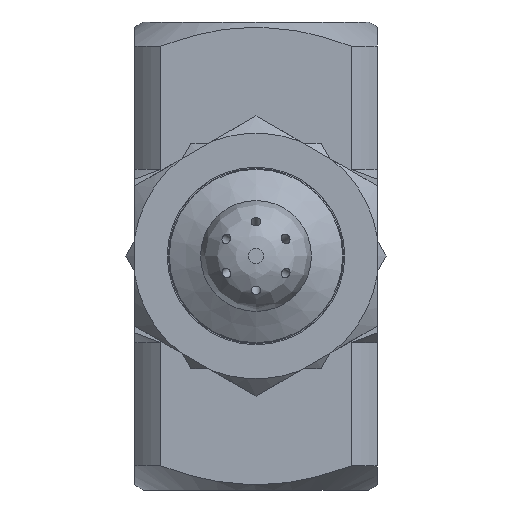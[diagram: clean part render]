
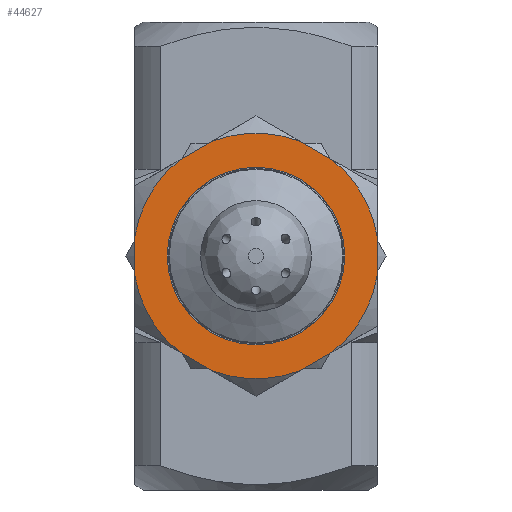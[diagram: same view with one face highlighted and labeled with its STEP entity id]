
A CAD part, front view. The second image highlights one B-rep face of the part: STEP entity #44627.
In plain terms, the highlighted planar face has unit normal (0, -1, 0).
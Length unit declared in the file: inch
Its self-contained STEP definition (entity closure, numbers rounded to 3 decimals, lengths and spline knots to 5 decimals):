
#43944=CARTESIAN_POINT('',(-0.32,-1.1,0.));
#43945=VERTEX_POINT('',#43944);
#43946=CARTESIAN_POINT('',(0.,-1.1,0.));
#43947=DIRECTION('',(0.0,1.0,0.0));
#43948=DIRECTION('',(-1.0,0.0,0.0));
#43949=AXIS2_PLACEMENT_3D('',#43946,#43947,#43948);
#43950=CIRCLE('',#43949,0.32);
#43951=EDGE_CURVE('',#43945,#43945,#43950,.T.);
#43963=CARTESIAN_POINT('',(0.4375,-1.1,0.06753));
#43964=VERTEX_POINT('',#43963);
#43978=CARTESIAN_POINT('',(0.4375,-1.1,-0.06753));
#43979=VERTEX_POINT('',#43978);
#43980=CARTESIAN_POINT('',(0.4375,-1.1,0.06753));
#43981=DIRECTION('',(0.0,0.0,-1.0));
#43982=VECTOR('',#43981,0.13507);
#43983=LINE('',#43980,#43982);
#43984=EDGE_CURVE('',#43964,#43979,#43983,.T.);
#44063=CARTESIAN_POINT('',(0.16027,-1.1,0.41265));
#44064=VERTEX_POINT('',#44063);
#44078=CARTESIAN_POINT('',(0.27723,-1.1,0.34512));
#44079=VERTEX_POINT('',#44078);
#44080=CARTESIAN_POINT('',(0.16027,-1.1,0.41265));
#44081=DIRECTION('',(0.866,0.,-0.5));
#44082=VECTOR('',#44081,0.13507);
#44083=LINE('',#44080,#44082);
#44084=EDGE_CURVE('',#44064,#44079,#44083,.T.);
#44154=CARTESIAN_POINT('',(-0.27723,-1.1,0.34512));
#44155=VERTEX_POINT('',#44154);
#44169=CARTESIAN_POINT('',(-0.16027,-1.1,0.41265));
#44170=VERTEX_POINT('',#44169);
#44171=CARTESIAN_POINT('',(-0.27723,-1.1,0.34512));
#44172=DIRECTION('',(0.866,0.,0.5));
#44173=VECTOR('',#44172,0.13507);
#44174=LINE('',#44171,#44173);
#44175=EDGE_CURVE('',#44155,#44170,#44174,.T.);
#44245=CARTESIAN_POINT('',(-0.4375,-1.1,-0.06753));
#44246=VERTEX_POINT('',#44245);
#44260=CARTESIAN_POINT('',(-0.4375,-1.1,0.06753));
#44261=VERTEX_POINT('',#44260);
#44262=CARTESIAN_POINT('',(-0.4375,-1.1,-0.06753));
#44263=DIRECTION('',(0.0,0.0,1.0));
#44264=VECTOR('',#44263,0.13507);
#44265=LINE('',#44262,#44264);
#44266=EDGE_CURVE('',#44246,#44261,#44265,.T.);
#44334=CARTESIAN_POINT('',(-0.27723,-1.1,-0.34512));
#44335=VERTEX_POINT('',#44334);
#44396=CARTESIAN_POINT('',(-0.16027,-1.1,-0.41265));
#44397=VERTEX_POINT('',#44396);
#44411=CARTESIAN_POINT('',(-0.16027,-1.1,-0.41265));
#44412=DIRECTION('',(-0.866,0.,0.5));
#44413=VECTOR('',#44412,0.13507);
#44414=LINE('',#44411,#44413);
#44415=EDGE_CURVE('',#44397,#44335,#44414,.T.);
#44501=CARTESIAN_POINT('',(0.16027,-1.1,-0.41265));
#44502=VERTEX_POINT('',#44501);
#44545=CARTESIAN_POINT('',(0.27723,-1.1,-0.34512));
#44546=VERTEX_POINT('',#44545);
#44560=CARTESIAN_POINT('',(0.27723,-1.1,-0.34512));
#44561=DIRECTION('',(-0.866,0.,-0.5));
#44562=VECTOR('',#44561,0.13507);
#44563=LINE('',#44560,#44562);
#44564=EDGE_CURVE('',#44546,#44502,#44563,.T.);
#44569=CARTESIAN_POINT('',(-0.375,-1.1,0.));
#44570=DIRECTION('',(0.0,-1.0,0.0));
#44571=DIRECTION('',(0.0,0.0,1.0));
#44572=AXIS2_PLACEMENT_3D('',#44569,#44570,#44571);
#44573=PLANE('',#44572);
#44574=CARTESIAN_POINT('',(0.,-1.1,0.));
#44575=DIRECTION('',(0.0,-1.0,0.0));
#44576=DIRECTION('',(0.0,0.0,1.0));
#44577=AXIS2_PLACEMENT_3D('',#44574,#44575,#44576);
#44578=CIRCLE('',#44577,0.44268);
#44579=EDGE_CURVE('',#44246,#44335,#44578,.T.);
#44580=ORIENTED_EDGE('',*,*,#44579,.T.);
#44581=ORIENTED_EDGE('',*,*,#44415,.F.);
#44582=CARTESIAN_POINT('',(0.,-1.1,0.));
#44583=DIRECTION('',(0.0,-1.0,0.0));
#44584=DIRECTION('',(0.0,0.0,1.0));
#44585=AXIS2_PLACEMENT_3D('',#44582,#44583,#44584);
#44586=CIRCLE('',#44585,0.44268);
#44587=EDGE_CURVE('',#44397,#44502,#44586,.T.);
#44588=ORIENTED_EDGE('',*,*,#44587,.T.);
#44589=ORIENTED_EDGE('',*,*,#44564,.F.);
#44590=CARTESIAN_POINT('',(0.,-1.1,0.));
#44591=DIRECTION('',(0.0,-1.0,0.0));
#44592=DIRECTION('',(0.0,0.0,1.0));
#44593=AXIS2_PLACEMENT_3D('',#44590,#44591,#44592);
#44594=CIRCLE('',#44593,0.44268);
#44595=EDGE_CURVE('',#44546,#43979,#44594,.T.);
#44596=ORIENTED_EDGE('',*,*,#44595,.T.);
#44597=ORIENTED_EDGE('',*,*,#43984,.F.);
#44598=CARTESIAN_POINT('',(0.,-1.1,0.));
#44599=DIRECTION('',(0.0,-1.0,0.0));
#44600=DIRECTION('',(0.0,0.0,1.0));
#44601=AXIS2_PLACEMENT_3D('',#44598,#44599,#44600);
#44602=CIRCLE('',#44601,0.44268);
#44603=EDGE_CURVE('',#43964,#44079,#44602,.T.);
#44604=ORIENTED_EDGE('',*,*,#44603,.T.);
#44605=ORIENTED_EDGE('',*,*,#44084,.F.);
#44606=CARTESIAN_POINT('',(0.,-1.1,0.));
#44607=DIRECTION('',(0.0,-1.0,0.0));
#44608=DIRECTION('',(0.0,0.0,1.0));
#44609=AXIS2_PLACEMENT_3D('',#44606,#44607,#44608);
#44610=CIRCLE('',#44609,0.44268);
#44611=EDGE_CURVE('',#44064,#44170,#44610,.T.);
#44612=ORIENTED_EDGE('',*,*,#44611,.T.);
#44613=ORIENTED_EDGE('',*,*,#44175,.F.);
#44614=CARTESIAN_POINT('',(0.,-1.1,0.));
#44615=DIRECTION('',(0.0,-1.0,0.0));
#44616=DIRECTION('',(0.0,0.0,1.0));
#44617=AXIS2_PLACEMENT_3D('',#44614,#44615,#44616);
#44618=CIRCLE('',#44617,0.44268);
#44619=EDGE_CURVE('',#44155,#44261,#44618,.T.);
#44620=ORIENTED_EDGE('',*,*,#44619,.T.);
#44621=ORIENTED_EDGE('',*,*,#44266,.F.);
#44622=EDGE_LOOP('',(#44580,#44581,#44588,#44589,#44596,#44597,#44604,#44605,#44612,#44613,#44620,#44621));
#44623=FACE_OUTER_BOUND('',#44622,.T.);
#44624=ORIENTED_EDGE('',*,*,#43951,.T.);
#44625=EDGE_LOOP('',(#44624));
#44626=FACE_BOUND('',#44625,.T.);
#44627=ADVANCED_FACE('',(#44623,#44626),#44573,.T.);
